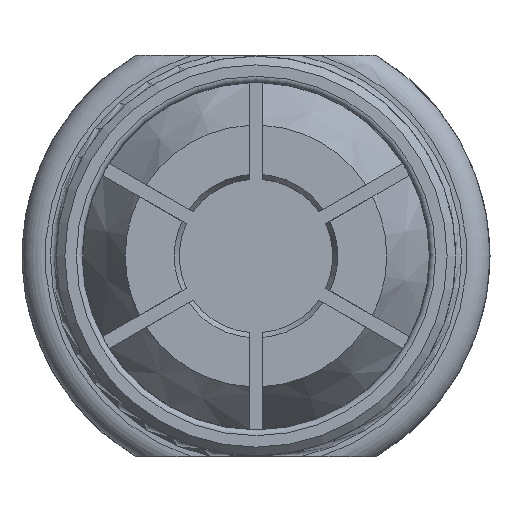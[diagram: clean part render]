
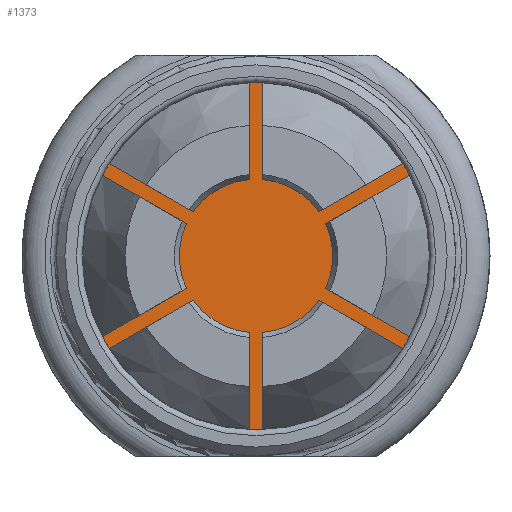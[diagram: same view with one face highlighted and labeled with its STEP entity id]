
A CAD part, left-side view. The second image highlights one B-rep face of the part: STEP entity #1373.
In plain terms, the highlighted planar face has unit normal (-1, 0, 0).
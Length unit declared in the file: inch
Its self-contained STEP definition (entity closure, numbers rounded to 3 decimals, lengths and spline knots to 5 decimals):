
#60=PLANE($,#1494);
#233=FACE_OUTER_BOUND($,#313,.T.);
#313=EDGE_LOOP($,(#1019,#1020,#1021,#1022,#1023,#1024,#1025,#1026,#1027,
#1028,#1029,#1030,#1031,#1032,#1033,#1034,#1035,#1036,#1037,#1038,#1039,
#1040,#1041,#1042));
#419=LINE($,#2208,#484);
#420=LINE($,#2209,#485);
#421=LINE($,#2210,#486);
#422=LINE($,#2211,#487);
#423=LINE($,#2212,#488);
#424=LINE($,#2213,#489);
#425=LINE($,#2214,#490);
#426=LINE($,#2215,#491);
#427=LINE($,#2216,#492);
#428=LINE($,#2217,#493);
#429=LINE($,#2218,#494);
#430=LINE($,#2219,#495);
#484=VECTOR($,#1735,0.33291);
#485=VECTOR($,#1736,0.33291);
#486=VECTOR($,#1737,0.33291);
#487=VECTOR($,#1738,0.33291);
#488=VECTOR($,#1739,0.33291);
#489=VECTOR($,#1740,0.33291);
#490=VECTOR($,#1741,0.33291);
#491=VECTOR($,#1742,0.33291);
#492=VECTOR($,#1743,0.33291);
#493=VECTOR($,#1744,0.33291);
#494=VECTOR($,#1745,0.33291);
#495=VECTOR($,#1746,0.33291);
#526=CIRCLE($,#1442,0.59633);
#528=CIRCLE($,#1445,0.59633);
#530=CIRCLE($,#1448,0.59633);
#532=CIRCLE($,#1451,0.59633);
#534=CIRCLE($,#1454,0.59633);
#548=CIRCLE($,#1475,0.264);
#550=CIRCLE($,#1478,0.264);
#552=CIRCLE($,#1481,0.264);
#554=CIRCLE($,#1484,0.264);
#555=CIRCLE($,#1486,0.264);
#558=CIRCLE($,#1490,0.264);
#560=CIRCLE($,#1493,0.59633);
#603=VERTEX_POINT($,#1989);
#604=VERTEX_POINT($,#1991);
#607=VERTEX_POINT($,#1998);
#608=VERTEX_POINT($,#2000);
#611=VERTEX_POINT($,#2007);
#612=VERTEX_POINT($,#2009);
#615=VERTEX_POINT($,#2016);
#616=VERTEX_POINT($,#2018);
#619=VERTEX_POINT($,#2025);
#620=VERTEX_POINT($,#2027);
#647=VERTEX_POINT($,#2147);
#650=VERTEX_POINT($,#2152);
#651=VERTEX_POINT($,#2156);
#654=VERTEX_POINT($,#2161);
#655=VERTEX_POINT($,#2165);
#658=VERTEX_POINT($,#2170);
#659=VERTEX_POINT($,#2174);
#662=VERTEX_POINT($,#2179);
#664=VERTEX_POINT($,#2184);
#665=VERTEX_POINT($,#2186);
#667=VERTEX_POINT($,#2192);
#670=VERTEX_POINT($,#2197);
#671=VERTEX_POINT($,#2202);
#672=VERTEX_POINT($,#2204);
#739=EDGE_CURVE($,#603,#604,#526,.T.);
#743=EDGE_CURVE($,#607,#608,#528,.T.);
#747=EDGE_CURVE($,#611,#612,#530,.T.);
#751=EDGE_CURVE($,#615,#616,#532,.T.);
#755=EDGE_CURVE($,#619,#620,#534,.T.);
#796=EDGE_CURVE($,#650,#647,#548,.T.);
#800=EDGE_CURVE($,#654,#651,#550,.T.);
#804=EDGE_CURVE($,#658,#655,#552,.T.);
#808=EDGE_CURVE($,#662,#659,#554,.T.);
#810=EDGE_CURVE($,#664,#665,#555,.T.);
#816=EDGE_CURVE($,#670,#667,#558,.T.);
#819=EDGE_CURVE($,#671,#672,#560,.T.);
#821=EDGE_CURVE($,#672,#650,#419,.T.);
#822=EDGE_CURVE($,#665,#671,#420,.T.);
#823=EDGE_CURVE($,#604,#664,#421,.T.);
#824=EDGE_CURVE($,#667,#603,#422,.T.);
#825=EDGE_CURVE($,#608,#670,#423,.T.);
#826=EDGE_CURVE($,#659,#607,#424,.T.);
#827=EDGE_CURVE($,#612,#662,#425,.T.);
#828=EDGE_CURVE($,#655,#611,#426,.T.);
#829=EDGE_CURVE($,#616,#658,#427,.T.);
#830=EDGE_CURVE($,#651,#615,#428,.T.);
#831=EDGE_CURVE($,#620,#654,#429,.T.);
#832=EDGE_CURVE($,#647,#619,#430,.T.);
#1019=ORIENTED_EDGE($,*,*,#796,.F.);
#1020=ORIENTED_EDGE($,*,*,#821,.F.);
#1021=ORIENTED_EDGE($,*,*,#819,.F.);
#1022=ORIENTED_EDGE($,*,*,#822,.F.);
#1023=ORIENTED_EDGE($,*,*,#810,.F.);
#1024=ORIENTED_EDGE($,*,*,#823,.F.);
#1025=ORIENTED_EDGE($,*,*,#739,.F.);
#1026=ORIENTED_EDGE($,*,*,#824,.F.);
#1027=ORIENTED_EDGE($,*,*,#816,.F.);
#1028=ORIENTED_EDGE($,*,*,#825,.F.);
#1029=ORIENTED_EDGE($,*,*,#743,.F.);
#1030=ORIENTED_EDGE($,*,*,#826,.F.);
#1031=ORIENTED_EDGE($,*,*,#808,.F.);
#1032=ORIENTED_EDGE($,*,*,#827,.F.);
#1033=ORIENTED_EDGE($,*,*,#747,.F.);
#1034=ORIENTED_EDGE($,*,*,#828,.F.);
#1035=ORIENTED_EDGE($,*,*,#804,.F.);
#1036=ORIENTED_EDGE($,*,*,#829,.F.);
#1037=ORIENTED_EDGE($,*,*,#751,.F.);
#1038=ORIENTED_EDGE($,*,*,#830,.F.);
#1039=ORIENTED_EDGE($,*,*,#800,.F.);
#1040=ORIENTED_EDGE($,*,*,#831,.F.);
#1041=ORIENTED_EDGE($,*,*,#755,.F.);
#1042=ORIENTED_EDGE($,*,*,#832,.F.);
#1373=ADVANCED_FACE($,(#233),#60,.F.);
#1442=AXIS2_PLACEMENT_3D($,#1992,#1606,#1607);
#1445=AXIS2_PLACEMENT_3D($,#2001,#1614,#1615);
#1448=AXIS2_PLACEMENT_3D($,#2010,#1622,#1623);
#1451=AXIS2_PLACEMENT_3D($,#2019,#1630,#1631);
#1454=AXIS2_PLACEMENT_3D($,#2028,#1638,#1639);
#1475=AXIS2_PLACEMENT_3D($,#2154,#1683,#1684);
#1478=AXIS2_PLACEMENT_3D($,#2163,#1691,#1692);
#1481=AXIS2_PLACEMENT_3D($,#2172,#1699,#1700);
#1484=AXIS2_PLACEMENT_3D($,#2181,#1707,#1708);
#1486=AXIS2_PLACEMENT_3D($,#2187,#1712,#1713);
#1490=AXIS2_PLACEMENT_3D($,#2199,#1723,#1724);
#1493=AXIS2_PLACEMENT_3D($,#2205,#1730,#1731);
#1494=AXIS2_PLACEMENT_3D($,#2207,#1733,#1734);
#1606=DIRECTION('center_axis',(1.,0.,0.));
#1607=DIRECTION('ref_axis',(0.,0.866,0.5));
#1614=DIRECTION('center_axis',(1.,0.,0.));
#1615=DIRECTION('ref_axis',(0.,0.866,-0.5));
#1622=DIRECTION('center_axis',(1.,0.,0.));
#1623=DIRECTION('ref_axis',(0.,0.,
-1.));
#1630=DIRECTION('center_axis',(1.,0.,0.));
#1631=DIRECTION('ref_axis',(0.,-0.866,-0.5));
#1638=DIRECTION('center_axis',(1.,0.,0.));
#1639=DIRECTION('ref_axis',(0.,-0.866,0.5));
#1683=DIRECTION('center_axis',(1.,0.,0.));
#1684=DIRECTION('ref_axis',(0.,0.,-1.));
#1691=DIRECTION('center_axis',(1.,0.,0.));
#1692=DIRECTION('ref_axis',(0.,0.,-1.));
#1699=DIRECTION('center_axis',(1.,0.,0.));
#1700=DIRECTION('ref_axis',(0.,0.,-1.));
#1707=DIRECTION('center_axis',(1.,0.,0.));
#1708=DIRECTION('ref_axis',(0.,0.,-1.));
#1712=DIRECTION('center_axis',(1.,0.,0.));
#1713=DIRECTION('ref_axis',(0.,0.,-1.));
#1723=DIRECTION('center_axis',(1.,0.,0.));
#1724=DIRECTION('ref_axis',(0.,0.,-1.));
#1730=DIRECTION('center_axis',(1.,0.,0.));
#1731=DIRECTION('ref_axis',(0.,0.,1.));
#1733=DIRECTION('center_axis',(1.,0.,0.));
#1734=DIRECTION('ref_axis',(0.,0.,-1.));
#1735=DIRECTION($,(0.,-0.866,0.5));
#1736=DIRECTION($,(0.,0.866,-0.5));
#1737=DIRECTION($,(0.,0.,1.));
#1738=DIRECTION($,(0.,0.,-1.));
#1739=DIRECTION($,(0.,0.866,0.5));
#1740=DIRECTION($,(0.,-0.866,-0.5));
#1741=DIRECTION($,(0.,0.866,-0.5));
#1742=DIRECTION($,(0.,-0.866,0.5));
#1743=DIRECTION($,(0.,0.,-1.));
#1744=DIRECTION($,(0.,0.,1.));
#1745=DIRECTION($,(0.,-0.866,-0.5));
#1746=DIRECTION($,(0.,0.866,0.5));
#1989=CARTESIAN_POINT('',(-0.744,-0.0235,-0.59587));
#1991=CARTESIAN_POINT('',(-0.744,0.0235,-0.59587));
#1992=CARTESIAN_POINT('Origin',(-0.744,0.,
0.));
#1998=CARTESIAN_POINT('',(-0.744,-0.52778,-0.27758));
#2000=CARTESIAN_POINT('',(-0.744,-0.50428,-0.31828));
#2001=CARTESIAN_POINT('Origin',(-0.744,0.,
0.));
#2007=CARTESIAN_POINT('',(-0.744,-0.50428,0.31828));
#2009=CARTESIAN_POINT('',(-0.744,-0.52778,0.27758));
#2010=CARTESIAN_POINT('Origin',(-0.744,0.,
0.));
#2016=CARTESIAN_POINT('',(-0.744,0.0235,0.59587));
#2018=CARTESIAN_POINT('',(-0.744,-0.0235,0.59587));
#2019=CARTESIAN_POINT('Origin',(-0.744,0.,
0.));
#2025=CARTESIAN_POINT('',(-0.744,0.52778,0.27758));
#2027=CARTESIAN_POINT('',(-0.744,0.50428,0.31828));
#2028=CARTESIAN_POINT('Origin',(-0.744,0.,
0.));
#2147=CARTESIAN_POINT('',(-0.744,0.23947,0.11112));
#2152=CARTESIAN_POINT('',(-0.744,0.23947,-0.11112));
#2154=CARTESIAN_POINT('Origin',(-0.744,0.,0.));
#2156=CARTESIAN_POINT('',(-0.744,0.0235,0.26295));
#2161=CARTESIAN_POINT('',(-0.744,0.21597,0.15183));
#2163=CARTESIAN_POINT('Origin',(-0.744,0.,0.));
#2165=CARTESIAN_POINT('',(-0.744,-0.21597,0.15183));
#2170=CARTESIAN_POINT('',(-0.744,-0.0235,0.26295));
#2172=CARTESIAN_POINT('Origin',(-0.744,0.,0.));
#2174=CARTESIAN_POINT('',(-0.744,-0.23947,-0.11112));
#2179=CARTESIAN_POINT('',(-0.744,-0.23947,0.11112));
#2181=CARTESIAN_POINT('Origin',(-0.744,0.,0.));
#2184=CARTESIAN_POINT('',(-0.744,0.0235,-0.26295));
#2186=CARTESIAN_POINT('',(-0.744,0.21597,-0.15183));
#2187=CARTESIAN_POINT('Origin',(-0.744,0.,0.));
#2192=CARTESIAN_POINT('',(-0.744,-0.0235,-0.26295));
#2197=CARTESIAN_POINT('',(-0.744,-0.21597,-0.15183));
#2199=CARTESIAN_POINT('Origin',(-0.744,0.,0.));
#2202=CARTESIAN_POINT('',(-0.744,0.50428,-0.31828));
#2204=CARTESIAN_POINT('',(-0.744,0.52778,-0.27758));
#2205=CARTESIAN_POINT('Origin',(-0.744,0.,
0.));
#2207=CARTESIAN_POINT('Origin',(-0.744,0.,
0.));
#2208=CARTESIAN_POINT($,(-0.744,0.23947,-0.11112));
#2209=CARTESIAN_POINT($,(-0.744,0.50428,-0.31828));
#2210=CARTESIAN_POINT($,(-0.744,0.0235,-0.26295));
#2211=CARTESIAN_POINT($,(-0.744,-0.0235,-0.59587));
#2212=CARTESIAN_POINT($,(-0.744,-0.21597,-0.15183));
#2213=CARTESIAN_POINT($,(-0.744,-0.52778,-0.27758));
#2214=CARTESIAN_POINT($,(-0.744,-0.23947,0.11112));
#2215=CARTESIAN_POINT($,(-0.744,-0.50428,0.31828));
#2216=CARTESIAN_POINT($,(-0.744,-0.0235,0.26295));
#2217=CARTESIAN_POINT($,(-0.744,0.0235,0.59587));
#2218=CARTESIAN_POINT($,(-0.744,0.21597,0.15183));
#2219=CARTESIAN_POINT($,(-0.744,0.52778,0.27758));
